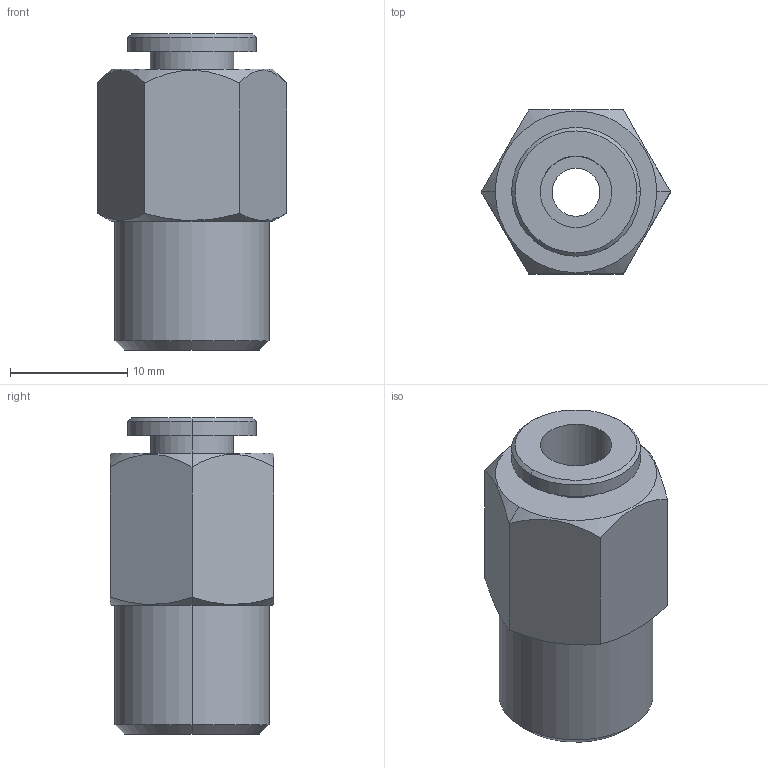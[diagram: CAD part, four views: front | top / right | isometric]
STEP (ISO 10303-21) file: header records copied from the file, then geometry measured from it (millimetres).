
FILE_DESCRIPTION (( 'STEP AP214' ), '1' );
FILE_NAME ('03-257-4.STEP', '2014-07-04T13:09:18', ( 'CAD-02' ), ( 'Hewlett-Packard Company' ), 'SwSTEP 2.0', 'SolidWorks 2014', '' );
FILE_SCHEMA (( 'AUTOMOTIVE_DESIGN' ));
Length unit declared in the file: millimetre
Products named in the file (1): 03-257-4
Bounding box: 16.17 x 14 x 27 mm (x, y, z)
Volume: 3221.9 mm3; surface area: 2009.4 mm2
Topology: 1 solids, 1 shells, 30 faces, 64 edges, 40 vertices
Faces by surface type: plane 12, cylinder 10, cone 8
Entity records: 1288 total; most frequent: CARTESIAN_POINT 267, DIRECTION 142, ORIENTED_EDGE 128, EDGE_CURVE 64, AXIS2_PLACEMENT_3D 59, VERTEX_POINT 40, EDGE_LOOP 36, UNCERTAINTY_MEASURE_WITH_UNIT 33
